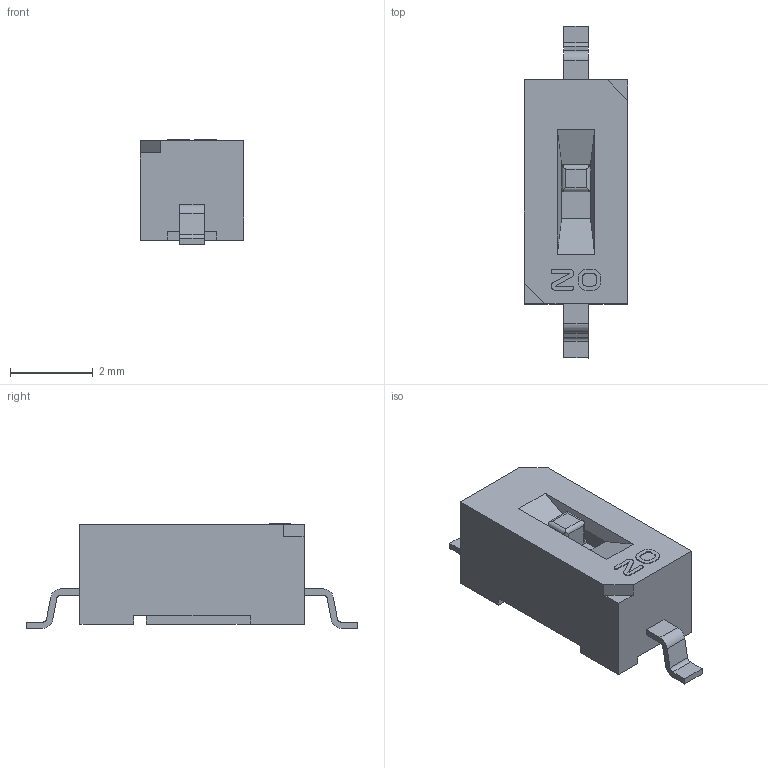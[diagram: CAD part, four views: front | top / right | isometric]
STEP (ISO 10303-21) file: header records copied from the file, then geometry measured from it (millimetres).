
FILE_DESCRIPTION(/* description */ (''),/* implementation_level */ '2;1');
FILE_NAME(/* name */ 'DSS-CHS-01TB.step',/* time_stamp */ '2023-03-28T21:24:25+11:00',/* author */ (''),/* organization */ (''),/* preprocessor_version */ 'ST-DEVELOPER v19.2',/* originating_system */ 'Autodesk Translation Framework v11.17.0.187',/* authorisation */ '');
FILE_SCHEMA (('AUTOMOTIVE_DESIGN { 1 0 10303 214 3 1 1 }'));
Length unit declared in the file: millimetre
Products named in the file (4): DSS-CHS-01TB; CHS-01TB1; _CHS-01-G-body; _CHS-slider
Assembly tree (3 placements, depth 3):
  DSS-CHS-01TB
    CHS-01TB1
      _CHS-01-G-body
      _CHS-slider
Bounding box: 2.5 x 8 x 2.52 mm (x, y, z)
Volume: 30.8 mm3; surface area: 76.7 mm2
Topology: 2 solids, 2 shells, 108 faces, 290 edges, 192 vertices
Faces by surface type: plane 80, cylinder 28
Entity records: 3592 total; most frequent: CARTESIAN_POINT 597, ORIENTED_EDGE 580, DIRECTION 576, EDGE_CURVE 290, LINE 234, VECTOR 234, VERTEX_POINT 192, AXIS2_PLACEMENT_3D 171
